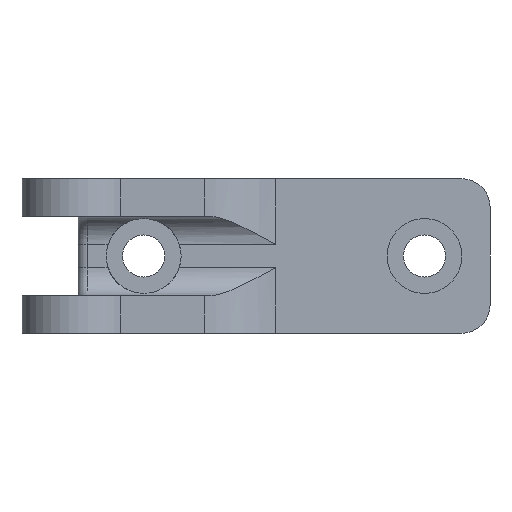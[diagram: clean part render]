
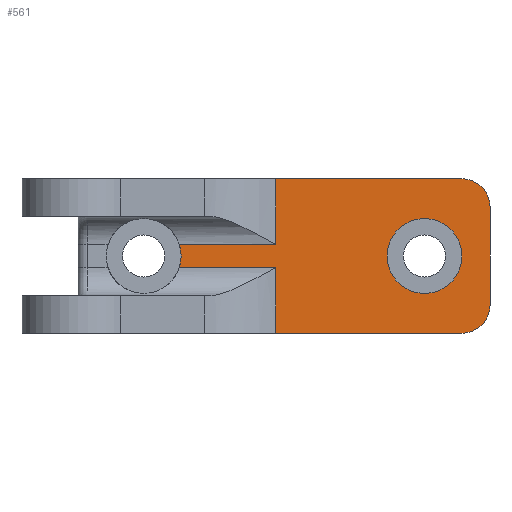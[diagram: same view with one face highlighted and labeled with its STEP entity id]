
A CAD part, left-side view. The second image highlights one B-rep face of the part: STEP entity #561.
In plain terms, the highlighted planar face has unit normal (-1, 0, 0).
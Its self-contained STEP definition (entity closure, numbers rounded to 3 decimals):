
#23=FACE_BOUND('',#81,.T.);
#32=PLANE('',#609);
#48=FACE_OUTER_BOUND('',#80,.T.);
#80=EDGE_LOOP('',(#383,#384,#385,#386,#387,#388,#389,#390,#391,#392));
#81=EDGE_LOOP('',(#393));
#122=LINE('',#857,#167);
#123=LINE('',#861,#168);
#124=LINE('',#863,#169);
#125=LINE('',#865,#170);
#126=LINE('',#869,#171);
#127=LINE('',#871,#172);
#128=LINE('',#872,#173);
#167=VECTOR('',#682,10.);
#168=VECTOR('',#685,10.);
#169=VECTOR('',#686,10.);
#170=VECTOR('',#687,10.);
#171=VECTOR('',#690,10.);
#172=VECTOR('',#691,10.);
#173=VECTOR('',#692,10.);
#210=CIRCLE('',#607,3.);
#212=CIRCLE('',#610,3.);
#213=CIRCLE('',#611,4.);
#214=CIRCLE('',#612,4.);
#242=VERTEX_POINT('',#847);
#243=VERTEX_POINT('',#848);
#246=VERTEX_POINT('',#856);
#247=VERTEX_POINT('',#858);
#248=VERTEX_POINT('',#860);
#249=VERTEX_POINT('',#862);
#250=VERTEX_POINT('',#864);
#251=VERTEX_POINT('',#866);
#252=VERTEX_POINT('',#868);
#253=VERTEX_POINT('',#870);
#254=VERTEX_POINT('',#873);
#296=EDGE_CURVE('',#242,#243,#210,.T.);
#300=EDGE_CURVE('',#242,#246,#122,.T.);
#301=EDGE_CURVE('',#247,#246,#212,.T.);
#302=EDGE_CURVE('',#248,#247,#123,.T.);
#303=EDGE_CURVE('',#249,#248,#124,.T.);
#304=EDGE_CURVE('',#250,#249,#125,.T.);
#305=EDGE_CURVE('',#250,#251,#213,.T.);
#306=EDGE_CURVE('',#252,#251,#126,.T.);
#307=EDGE_CURVE('',#253,#252,#127,.T.);
#308=EDGE_CURVE('',#243,#253,#128,.T.);
#309=EDGE_CURVE('',#254,#254,#214,.T.);
#383=ORIENTED_EDGE('',*,*,#296,.F.);
#384=ORIENTED_EDGE('',*,*,#300,.T.);
#385=ORIENTED_EDGE('',*,*,#301,.F.);
#386=ORIENTED_EDGE('',*,*,#302,.F.);
#387=ORIENTED_EDGE('',*,*,#303,.F.);
#388=ORIENTED_EDGE('',*,*,#304,.F.);
#389=ORIENTED_EDGE('',*,*,#305,.T.);
#390=ORIENTED_EDGE('',*,*,#306,.F.);
#391=ORIENTED_EDGE('',*,*,#307,.F.);
#392=ORIENTED_EDGE('',*,*,#308,.F.);
#393=ORIENTED_EDGE('',*,*,#309,.T.);
#561=ADVANCED_FACE('',(#48,#23),#32,.T.);
#607=AXIS2_PLACEMENT_3D('',#849,#674,#675);
#609=AXIS2_PLACEMENT_3D('',#855,#680,#681);
#610=AXIS2_PLACEMENT_3D('',#859,#683,#684);
#611=AXIS2_PLACEMENT_3D('',#867,#688,#689);
#612=AXIS2_PLACEMENT_3D('',#874,#693,#694);
#674=DIRECTION('center_axis',(1.,0.,0.));
#675=DIRECTION('ref_axis',(0.,-0.707,-0.707));
#680=DIRECTION('center_axis',(-1.,0.,0.));
#681=DIRECTION('ref_axis',(0.,1.,0.));
#682=DIRECTION('',(0.,0.,1.));
#683=DIRECTION('center_axis',(1.,0.,0.));
#684=DIRECTION('ref_axis',(0.,-0.707,0.707));
#685=DIRECTION('',(0.,-1.,0.));
#686=DIRECTION('',(0.,0.,1.));
#687=DIRECTION('',(0.,-1.,0.));
#688=DIRECTION('center_axis',(1.,0.,0.));
#689=DIRECTION('ref_axis',(0.,-1.,0.));
#690=DIRECTION('',(0.,1.,0.));
#691=DIRECTION('',(0.,0.,1.));
#692=DIRECTION('',(0.,1.,0.));
#693=DIRECTION('center_axis',(1.,0.,0.));
#694=DIRECTION('ref_axis',(0.,-1.,0.));
#847=CARTESIAN_POINT('',(10.,-44.,-1.));
#848=CARTESIAN_POINT('',(10.,-41.,-4.));
#849=CARTESIAN_POINT('Origin',(10.,-41.,-1.));
#855=CARTESIAN_POINT('Origin',(10.,-44.,0.));
#856=CARTESIAN_POINT('',(10.,-44.,9.5));
#857=CARTESIAN_POINT('',(10.,-44.,0.));
#858=CARTESIAN_POINT('',(10.,-41.,12.5));
#859=CARTESIAN_POINT('Origin',(10.,-41.,9.5));
#860=CARTESIAN_POINT('',(10.,-21.093,12.5));
#861=CARTESIAN_POINT('',(10.,-44.,12.5));
#862=CARTESIAN_POINT('',(10.,-21.093,5.5));
#863=CARTESIAN_POINT('',(10.,-21.093,12.5));
#864=CARTESIAN_POINT('',(10.,-10.8,5.5));
#865=CARTESIAN_POINT('',(10.,-22.,5.5));
#866=CARTESIAN_POINT('',(10.,-10.8,3.));
#867=CARTESIAN_POINT('Origin',(10.,-7.,4.25));
#868=CARTESIAN_POINT('',(10.,-21.093,3.));
#869=CARTESIAN_POINT('',(10.,-22.,3.));
#870=CARTESIAN_POINT('',(10.,-21.093,-4.));
#871=CARTESIAN_POINT('',(10.,-21.093,0.));
#872=CARTESIAN_POINT('',(10.,-44.,-4.));
#873=CARTESIAN_POINT('',(10.,-33.,4.25));
#874=CARTESIAN_POINT('Origin',(10.,-37.,4.25));
